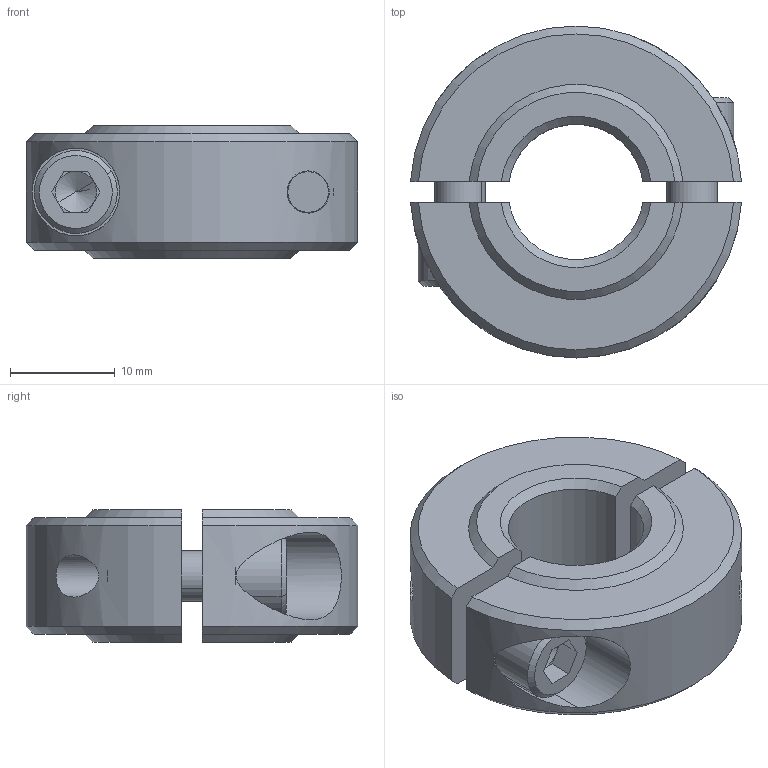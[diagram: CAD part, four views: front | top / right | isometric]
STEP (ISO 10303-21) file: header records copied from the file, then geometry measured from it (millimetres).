
FILE_DESCRIPTION (( 'STEP AP203' ), '1' );
FILE_NAME ('am-1642 500Round Collar Clamp (2 Part).STEP', '2022-06-07T13:46:16', ( '' ), ( '' ), 'SwSTEP 2.0', 'SolidWorks 2021', '' );
FILE_SCHEMA (( 'CONFIG_CONTROL_DESIGN' ));
Length unit declared in the file: inch
Products named in the file (3): am-1642 500Round Collar Clamp (2 Part); 10-32x0500_shcs_HX-SHCS 0.19-32x1.375x1-C; 500Round Collar Clamp Body (2 Part)
Assembly tree (4 placements, depth 2):
  am-1642 500Round Collar Clamp (2 Part)
    500Round Collar Clamp Body (2 Part)  x2
    10-32x0500_shcs_HX-SHCS 0.19-32x1.375x1-C  x2
Bounding box: 31.69 x 31.75 x 12.7 mm (x, y, z)
Volume: 6852.6 mm3; surface area: 4482.9 mm2
Topology: 4 solids, 4 shells, 96 faces, 224 edges, 138 vertices
Faces by surface type: plane 44, cylinder 24, cone 24, torus 4
Entity records: 1867 total; most frequent: CARTESIAN_POINT 398, DIRECTION 246, ORIENTED_EDGE 220, EDGE_CURVE 110, AXIS2_PLACEMENT_3D 97, VERTEX_POINT 69, EDGE_LOOP 55, VECTOR 52
